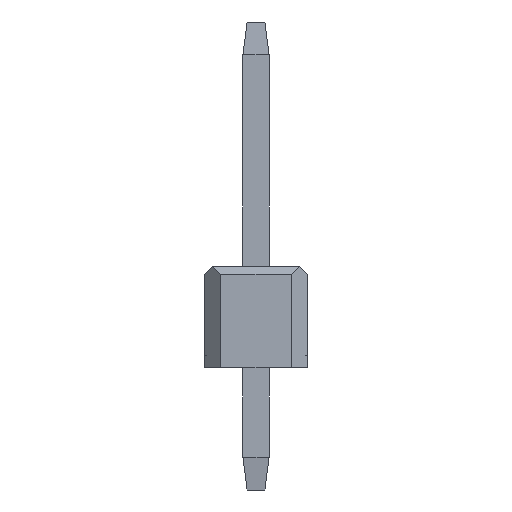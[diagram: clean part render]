
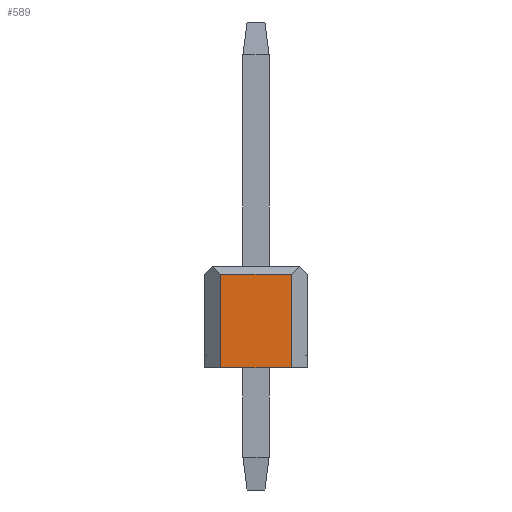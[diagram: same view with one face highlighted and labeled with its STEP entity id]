
A CAD part, left-side view. The second image highlights one B-rep face of the part: STEP entity #589.
In plain terms, the highlighted planar face has unit normal (-1, 0, 0).
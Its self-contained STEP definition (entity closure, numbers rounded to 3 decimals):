
#40 = EDGE_CURVE ( 'NONE', #692, #493, #607, .T. ) ;
#56 = CARTESIAN_POINT ( 'NONE',  ( -1.27, 0.87, 2.3 ) ) ;
#77 = DIRECTION ( 'NONE',  ( 0., 0., -1. ) ) ;
#90 = EDGE_LOOP ( 'NONE', ( #289, #699, #187, #371 ) ) ;
#120 = DIRECTION ( 'NONE',  ( 0., 1., 0. ) ) ;
#187 = ORIENTED_EDGE ( 'NONE', *, *, #463, .T. ) ;
#207 = PLANE ( 'NONE',  #218 ) ;
#218 = AXIS2_PLACEMENT_3D ( 'NONE', #969, #414, #1067 ) ;
#230 = LINE ( 'NONE', #1258, #526 ) ;
#289 = ORIENTED_EDGE ( 'NONE', *, *, #40, .F. ) ;
#309 = CARTESIAN_POINT ( 'NONE',  ( -1.27, 0.87, 0. ) ) ;
#371 = ORIENTED_EDGE ( 'NONE', *, *, #1045, .T. ) ;
#414 = DIRECTION ( 'NONE',  ( 1., 0., 0. ) ) ;
#463 = EDGE_CURVE ( 'NONE', #967, #893, #1331, .T. ) ;
#493 = VERTEX_POINT ( 'NONE', #1346 ) ;
#526 = VECTOR ( 'NONE', #120, 1000. ) ;
#583 = EDGE_CURVE ( 'NONE', #692, #967, #230, .T. ) ;
#589 = ADVANCED_FACE ( 'NONE', ( #651 ), #207, .F. ) ;
#607 = LINE ( 'NONE', #1029, #951 ) ;
#651 = FACE_OUTER_BOUND ( 'NONE', #90, .T. ) ;
#665 = CARTESIAN_POINT ( 'NONE',  ( -1.27, 0.87, 0. ) ) ;
#692 = VERTEX_POINT ( 'NONE', #1235 ) ;
#699 = ORIENTED_EDGE ( 'NONE', *, *, #583, .T. ) ;
#813 = DIRECTION ( 'NONE',  ( 0., 0., -1. ) ) ;
#830 = CARTESIAN_POINT ( 'NONE',  ( -1.27, 0.87, 2.5 ) ) ;
#893 = VERTEX_POINT ( 'NONE', #665 ) ;
#950 = VECTOR ( 'NONE', #966, 1000. ) ;
#951 = VECTOR ( 'NONE', #77, 1000. ) ;
#966 = DIRECTION ( 'NONE',  ( 0., -1., 0. ) ) ;
#967 = VERTEX_POINT ( 'NONE', #56 ) ;
#969 = CARTESIAN_POINT ( 'NONE',  ( -1.27, 0.87, 2.5 ) ) ;
#1029 = CARTESIAN_POINT ( 'NONE',  ( -1.27, -0.87, 2.5 ) ) ;
#1037 = VECTOR ( 'NONE', #813, 1000. ) ;
#1045 = EDGE_CURVE ( 'NONE', #893, #493, #1065, .T. ) ;
#1065 = LINE ( 'NONE', #309, #950 ) ;
#1067 = DIRECTION ( 'NONE',  ( 0., 1., 0. ) ) ;
#1235 = CARTESIAN_POINT ( 'NONE',  ( -1.27, -0.87, 2.3 ) ) ;
#1258 = CARTESIAN_POINT ( 'NONE',  ( -1.27, 0.87, 2.3 ) ) ;
#1331 = LINE ( 'NONE', #830, #1037 ) ;
#1346 = CARTESIAN_POINT ( 'NONE',  ( -1.27, -0.87, 0. ) ) ;
